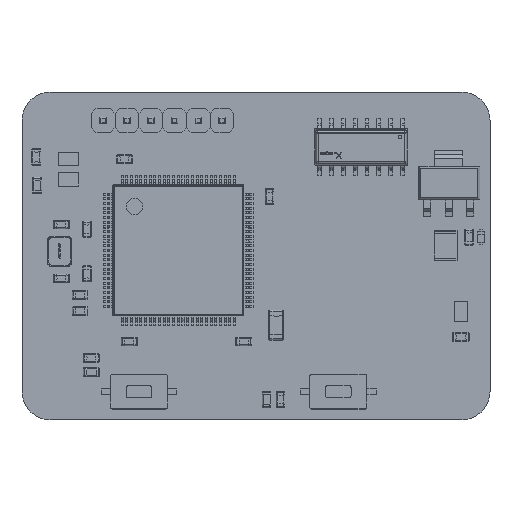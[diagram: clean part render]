
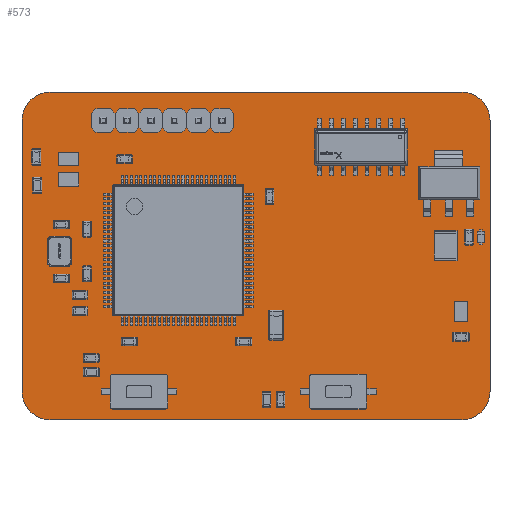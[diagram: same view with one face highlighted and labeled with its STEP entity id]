
A CAD part, top view. The second image highlights one B-rep face of the part: STEP entity #573.
In plain terms, the highlighted planar face has unit normal (0, 0, 1).
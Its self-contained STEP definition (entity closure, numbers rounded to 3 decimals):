
#308 = VERTEX_POINT('',#309);
#309 = CARTESIAN_POINT('',(3.,0.,1.522));
#315 = EDGE_CURVE('',#308,#316,#318,.T.);
#316 = VERTEX_POINT('',#317);
#317 = CARTESIAN_POINT('',(0.,3.,1.522));
#318 = CIRCLE('',#319,3.001);
#319 = AXIS2_PLACEMENT_3D('',#320,#321,#322);
#320 = CARTESIAN_POINT('',(3.001,3.001,1.522));
#321 = DIRECTION('',(0.,0.,-1.));
#322 = DIRECTION('',(0.,-1.,-0.));
#348 = EDGE_CURVE('',#316,#349,#351,.T.);
#349 = VERTEX_POINT('',#350);
#350 = CARTESIAN_POINT('',(0.,32.,1.522));
#351 = LINE('',#352,#353);
#352 = CARTESIAN_POINT('',(0.,3.,1.522));
#353 = VECTOR('',#354,1.);
#354 = DIRECTION('',(0.,1.,0.));
#379 = EDGE_CURVE('',#349,#380,#382,.T.);
#380 = VERTEX_POINT('',#381);
#381 = CARTESIAN_POINT('',(3.,35.,1.522));
#382 = CIRCLE('',#383,3.001);
#383 = AXIS2_PLACEMENT_3D('',#384,#385,#386);
#384 = CARTESIAN_POINT('',(3.001,31.999,1.522));
#385 = DIRECTION('',(0.,0.,-1.));
#386 = DIRECTION('',(-1.,0.,0.));
#412 = EDGE_CURVE('',#380,#413,#415,.T.);
#413 = VERTEX_POINT('',#414);
#414 = CARTESIAN_POINT('',(47.,35.,1.522));
#415 = LINE('',#416,#417);
#416 = CARTESIAN_POINT('',(3.,35.,1.522));
#417 = VECTOR('',#418,1.);
#418 = DIRECTION('',(1.,0.,0.));
#443 = EDGE_CURVE('',#413,#444,#446,.T.);
#444 = VERTEX_POINT('',#445);
#445 = CARTESIAN_POINT('',(50.,32.,1.522));
#446 = CIRCLE('',#447,3.001);
#447 = AXIS2_PLACEMENT_3D('',#448,#449,#450);
#448 = CARTESIAN_POINT('',(46.999,31.999,1.522));
#449 = DIRECTION('',(0.,0.,-1.));
#450 = DIRECTION('',(0.,1.,0.));
#476 = EDGE_CURVE('',#444,#477,#479,.T.);
#477 = VERTEX_POINT('',#478);
#478 = CARTESIAN_POINT('',(50.,3.,1.522));
#479 = LINE('',#480,#481);
#480 = CARTESIAN_POINT('',(50.,32.,1.522));
#481 = VECTOR('',#482,1.);
#482 = DIRECTION('',(0.,-1.,0.));
#507 = EDGE_CURVE('',#477,#508,#510,.T.);
#508 = VERTEX_POINT('',#509);
#509 = CARTESIAN_POINT('',(47.,0.,1.522));
#510 = CIRCLE('',#511,3.001);
#511 = AXIS2_PLACEMENT_3D('',#512,#513,#514);
#512 = CARTESIAN_POINT('',(46.999,3.001,1.522));
#513 = DIRECTION('',(0.,0.,-1.));
#514 = DIRECTION('',(1.,0.,0.));
#540 = EDGE_CURVE('',#508,#308,#541,.T.);
#541 = LINE('',#542,#543);
#542 = CARTESIAN_POINT('',(47.,0.,1.522));
#543 = VECTOR('',#544,1.);
#544 = DIRECTION('',(-1.,0.,0.));
#573 = ADVANCED_FACE('',(#574),#584,.F.);
#574 = FACE_BOUND('',#575,.F.);
#575 = EDGE_LOOP('',(#576,#577,#578,#579,#580,#581,#582,#583));
#576 = ORIENTED_EDGE('',*,*,#315,.T.);
#577 = ORIENTED_EDGE('',*,*,#348,.T.);
#578 = ORIENTED_EDGE('',*,*,#379,.T.);
#579 = ORIENTED_EDGE('',*,*,#412,.T.);
#580 = ORIENTED_EDGE('',*,*,#443,.T.);
#581 = ORIENTED_EDGE('',*,*,#476,.T.);
#582 = ORIENTED_EDGE('',*,*,#507,.T.);
#583 = ORIENTED_EDGE('',*,*,#540,.T.);
#584 = PLANE('',#585);
#585 = AXIS2_PLACEMENT_3D('',#586,#587,#588);
#586 = CARTESIAN_POINT('',(25.,17.5,1.522));
#587 = DIRECTION('',(-0.,-0.,-1.));
#588 = DIRECTION('',(-1.,0.,0.));
